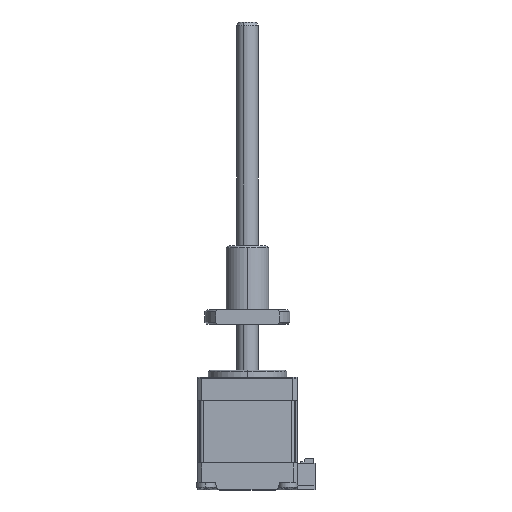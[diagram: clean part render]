
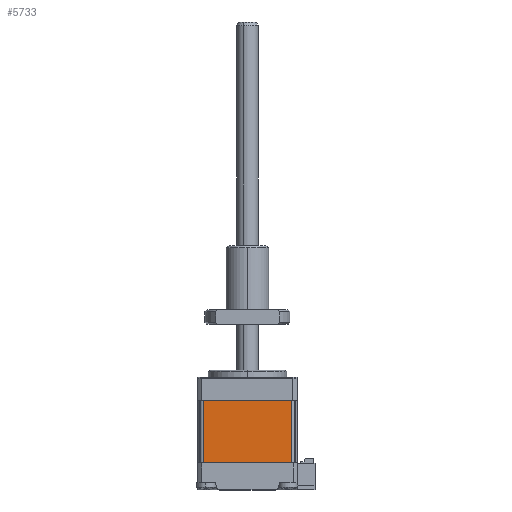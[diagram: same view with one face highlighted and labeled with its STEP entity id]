
A CAD part, top view. The second image highlights one B-rep face of the part: STEP entity #5733.
In plain terms, the highlighted planar face has unit normal (0, 0, 1).
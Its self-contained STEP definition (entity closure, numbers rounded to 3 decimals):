
#855 = CARTESIAN_POINT ( 'NONE',  ( -14.703, 7.776, 47.6 ) ) ;
#2595 = CARTESIAN_POINT ( 'NONE',  ( -14.703, 7.776, 47.6 ) ) ;
#2669 = ORIENTED_EDGE ( 'NONE', *, *, #34236, .T. ) ;
#2710 = CARTESIAN_POINT ( 'NONE',  ( 9.792, 7.776, 47.6 ) ) ;
#2902 = LINE ( 'NONE', #31768, #47732 ) ;
#3189 = ORIENTED_EDGE ( 'NONE', *, *, #20602, .T. ) ;
#4008 = DIRECTION ( 'NONE',  ( 0., 0., -1. ) ) ;
#4430 = VERTEX_POINT ( 'NONE', #38388 ) ;
#5733 = ADVANCED_FACE ( 'NONE', ( #7854 ), #35006, .F. ) ;
#7199 = LINE ( 'NONE', #2595, #46506 ) ;
#7854 = FACE_OUTER_BOUND ( 'NONE', #33716, .T. ) ;
#7924 = DIRECTION ( 'NONE',  ( 0., 1., 0. ) ) ;
#11545 = AXIS2_PLACEMENT_3D ( 'NONE', #19852, #4008, #7924 ) ;
#12058 = CARTESIAN_POINT ( 'NONE',  ( -14.703, -9.724, 47.6 ) ) ;
#16507 = DIRECTION ( 'NONE',  ( 0., 1., 0. ) ) ;
#19722 = EDGE_CURVE ( 'NONE', #48380, #4430, #40015, .T. ) ;
#19852 = CARTESIAN_POINT ( 'NONE',  ( -14.703, -9.724, 47.6 ) ) ;
#20182 = ORIENTED_EDGE ( 'NONE', *, *, #25184, .F. ) ;
#20602 = EDGE_CURVE ( 'NONE', #48380, #28922, #2902, .T. ) ;
#20840 = DIRECTION ( 'NONE',  ( 0., 1., 0. ) ) ;
#21544 = CARTESIAN_POINT ( 'NONE',  ( -14.703, -9.724, 47.6 ) ) ;
#25184 = EDGE_CURVE ( 'NONE', #4430, #38154, #28174, .T. ) ;
#25465 = DIRECTION ( 'NONE',  ( -1., 0., 0. ) ) ;
#28174 = LINE ( 'NONE', #12058, #36001 ) ;
#28922 = VERTEX_POINT ( 'NONE', #2710 ) ;
#29753 = DIRECTION ( 'NONE',  ( -1., 0., 0. ) ) ;
#31768 = CARTESIAN_POINT ( 'NONE',  ( 9.792, -9.724, 47.6 ) ) ;
#33716 = EDGE_LOOP ( 'NONE', ( #2669, #20182, #34554, #3189 ) ) ;
#34236 = EDGE_CURVE ( 'NONE', #28922, #38154, #7199, .T. ) ;
#34554 = ORIENTED_EDGE ( 'NONE', *, *, #19722, .F. ) ;
#35006 = PLANE ( 'NONE',  #11545 ) ;
#35822 = VECTOR ( 'NONE', #25465, 1000. ) ;
#36001 = VECTOR ( 'NONE', #16507, 1000. ) ;
#38154 = VERTEX_POINT ( 'NONE', #855 ) ;
#38388 = CARTESIAN_POINT ( 'NONE',  ( -14.703, -9.724, 47.6 ) ) ;
#38970 = CARTESIAN_POINT ( 'NONE',  ( 9.792, -9.724, 47.6 ) ) ;
#40015 = LINE ( 'NONE', #21544, #35822 ) ;
#46506 = VECTOR ( 'NONE', #29753, 1000. ) ;
#47732 = VECTOR ( 'NONE', #20840, 1000. ) ;
#48380 = VERTEX_POINT ( 'NONE', #38970 ) ;
